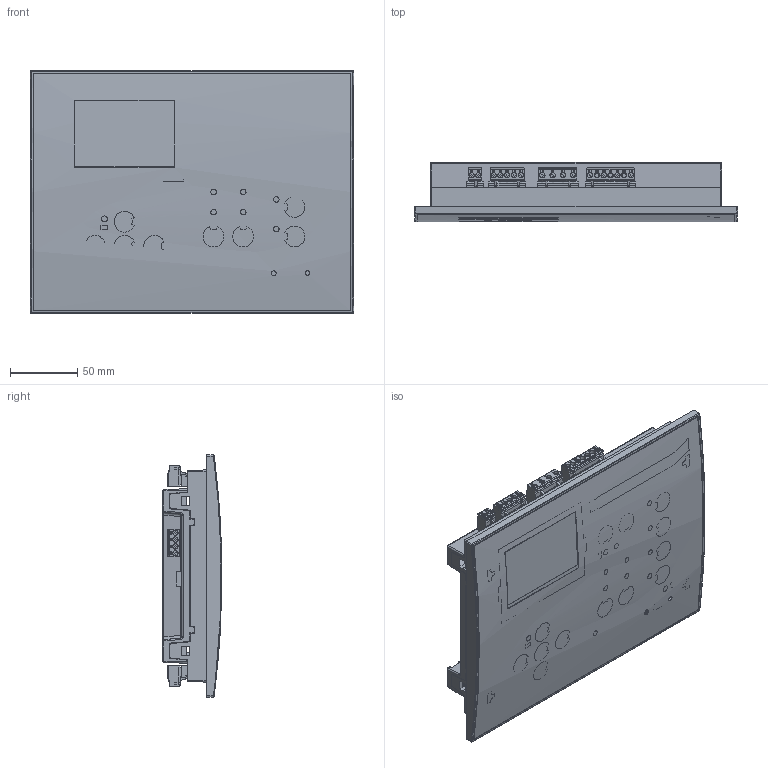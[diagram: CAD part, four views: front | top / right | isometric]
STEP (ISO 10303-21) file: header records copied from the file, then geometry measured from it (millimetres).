
FILE_DESCRIPTION(/* description */ (''),/* implementation_level */ '2;1');
FILE_NAME(/* name */ 'FILE_STP_CAD_DRAWING_RGK700SA_CATALOG_prt.stp',/* time_stamp */ '2020-11-09T17:07:29+01:00',/* author */ (''),/* organization */ (''),/* preprocessor_version */ 'ST-DEVELOPER v16.7',/* originating_system */ 'SIEMENS PLM Software NX 12.0',/* authorisation */ '');
FILE_SCHEMA (('AUTOMOTIVE_DESIGN { 1 0 10303 214 3 1 1 1 }'));
Products named in the file (1): RGK700SA_CATALOG
Bounding box: 240 x 44.32 x 180 mm (x, y, z)
Surface area: 226538.6 mm2 (no closed solid volume)
Topology: 0 solids, 369 shells, 1836 faces, 8729 edges, 7076 vertices
Faces by surface type: plane 1375, cylinder 328, sphere 71, bspline 39, torus 12, cone 11
Full cylindrical faces by diameter (mm): 4 x49
Entity records: 94920 total; most frequent: CARTESIAN_POINT 26173, DIRECTION 12411, ORIENTED_EDGE 11854, EDGE_CURVE 8545, VERTEX_POINT 7037, LINE 5659, VECTOR 5659, AXIS2_PLACEMENT_3D 3376
